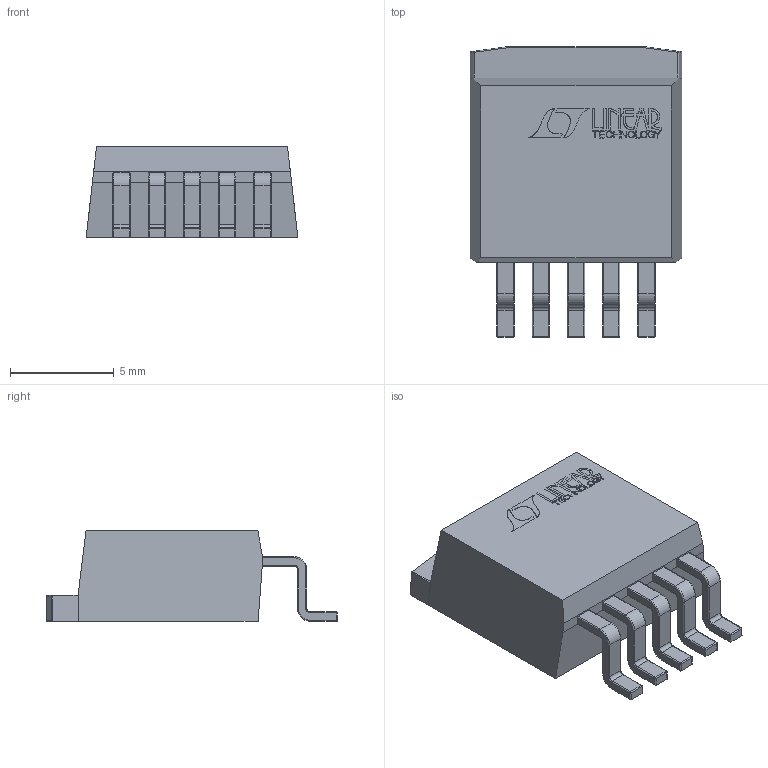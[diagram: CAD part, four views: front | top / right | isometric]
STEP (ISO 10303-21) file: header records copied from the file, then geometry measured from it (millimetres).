
FILE_DESCRIPTION (( 'STEP AP214' ), '1' );
FILE_NAME ('User Library-TO-263BA.STEP', '2016-09-11T01:46:18', ( 'Windows User' ), ( '' ), 'SwSTEP 2.0', 'SolidWorks 2016', '' );
FILE_SCHEMA (( 'AUTOMOTIVE_DESIGN' ));
Length unit declared in the file: millimetre
Products named in the file (1): User Library-TO-263BA
Bounding box: 10.22 x 14.05 x 4.38 mm (x, y, z)
Volume: 451.9 mm3; surface area: 568 mm2
Topology: 2 solids, 2 shells, 255 faces, 1242 edges, 1002 vertices
Faces by surface type: cylinder 107, plane 92, torus 40, sphere 16
Entity records: 16224 total; most frequent: CARTESIAN_POINT 2534, DIRECTION 2486, ORIENTED_EDGE 2456, EDGE_CURVE 1228, AXIS2_PLACEMENT_3D 1018, VERTEX_POINT 1002, CIRCLE 762, VECTOR 450
